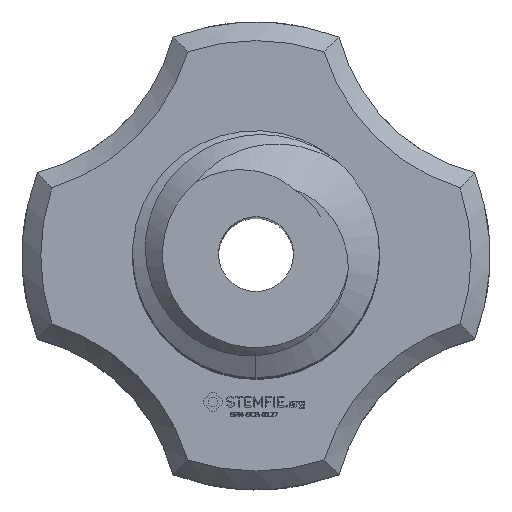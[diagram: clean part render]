
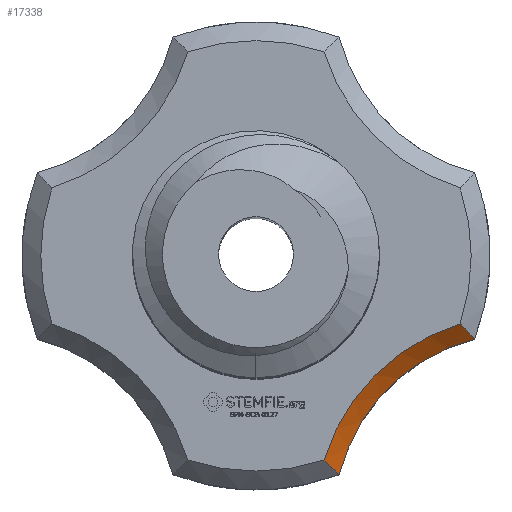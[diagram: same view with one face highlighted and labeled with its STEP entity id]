
A CAD part, top view. The second image highlights one B-rep face of the part: STEP entity #17338.
In plain terms, the highlighted conical face has half-angle 45 degrees and reference radius 5 mm.
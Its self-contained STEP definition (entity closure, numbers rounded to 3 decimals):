
#3439 = VERTEX_POINT('',#3440);
#3440 = CARTESIAN_POINT('',(5.841,-2.225,-0.5));
#3454 = CYLINDRICAL_SURFACE('',#3455,5.);
#3455 = AXIS2_PLACEMENT_3D('',#3456,#3457,#3458);
#3456 = CARTESIAN_POINT('',(7.071,-7.071,0.));
#3457 = DIRECTION('',(-0.,0.,1.));
#3458 = DIRECTION('',(1.,0.,0.));
#3481 = CONICAL_SURFACE('',#3482,6.25,0.785);
#3482 = AXIS2_PLACEMENT_3D('',#3483,#3484,#3485);
#3483 = CARTESIAN_POINT('',(0.,0.,-0.5));
#3484 = DIRECTION('',(0.,0.,-1.));
#3485 = DIRECTION('',(0.934,0.356,0.));
#4205 = EDGE_CURVE('',#3439,#4206,#4208,.T.);
#4206 = VERTEX_POINT('',#4207);
#4207 = CARTESIAN_POINT('',(5.457,-1.814,0.));
#4208 = SURFACE_CURVE('',#4209,(#4214,#4224),.PCURVE_S1.);
#4209 = ELLIPSE('',#4210,7.526,2.577);
#4210 = AXIS2_PLACEMENT_3D('',#4211,#4212,#4213);
#4211 = CARTESIAN_POINT('',(3.536,-3.536,0.125));
#4212 = DIRECTION('',(0.47,-0.47,0.747));
#4213 = DIRECTION('',(0.528,-0.528,-0.664));
#4214 = PCURVE('',#3481,#4215);
#4215 = DEFINITIONAL_REPRESENTATION('',(#4216),#4223);
#4216 = B_SPLINE_CURVE_WITH_KNOTS('',5,(#4217,#4218,#4219,#4220,#4221,
    #4222),.UNSPECIFIED.,.F.,.F.,(6,6),(1.445,1.546),
  .PIECEWISE_BEZIER_KNOTS.);
#4217 = CARTESIAN_POINT('',(0.728,0.));
#4218 = CARTESIAN_POINT('',(0.72,-0.1));
#4219 = CARTESIAN_POINT('',(0.711,-0.199));
#4220 = CARTESIAN_POINT('',(0.703,-0.299));
#4221 = CARTESIAN_POINT('',(0.694,-0.4));
#4222 = CARTESIAN_POINT('',(0.685,-0.5));
#4223 = ( GEOMETRIC_REPRESENTATION_CONTEXT(2) 
PARAMETRIC_REPRESENTATION_CONTEXT() REPRESENTATION_CONTEXT('2D SPACE',''
  ) );
#4224 = PCURVE('',#4225,#4230);
#4225 = CONICAL_SURFACE('',#4226,5.,0.785);
#4226 = AXIS2_PLACEMENT_3D('',#4227,#4228,#4229);
#4227 = CARTESIAN_POINT('',(7.071,-7.071,-0.5));
#4228 = DIRECTION('',(-0.,0.,1.));
#4229 = DIRECTION('',(-0.969,0.246,-0.));
#4230 = DEFINITIONAL_REPRESENTATION('',(#4231),#4238);
#4231 = B_SPLINE_CURVE_WITH_KNOTS('',5,(#4232,#4233,#4234,#4235,#4236,
    #4237),.UNSPECIFIED.,.F.,.F.,(6,6),(1.445,1.546),
  .PIECEWISE_BEZIER_KNOTS.);
#4232 = CARTESIAN_POINT('',(-1.073,0.));
#4233 = CARTESIAN_POINT('',(-1.063,0.1));
#4234 = CARTESIAN_POINT('',(-1.053,0.199));
#4235 = CARTESIAN_POINT('',(-1.043,0.299));
#4236 = CARTESIAN_POINT('',(-1.034,0.4));
#4237 = CARTESIAN_POINT('',(-1.024,0.5));
#4238 = ( GEOMETRIC_REPRESENTATION_CONTEXT(2) 
PARAMETRIC_REPRESENTATION_CONTEXT() REPRESENTATION_CONTEXT('2D SPACE',''
  ) );
#4255 = PLANE('',#4256);
#4256 = AXIS2_PLACEMENT_3D('',#4257,#4258,#4259);
#4257 = CARTESIAN_POINT('',(0.,0.,0.)
  );
#4258 = DIRECTION('',(0.,0.,-1.));
#4259 = DIRECTION('',(1.,0.,0.));
#4271 = VERTEX_POINT('',#4272);
#4272 = CARTESIAN_POINT('',(2.225,-5.841,-0.5));
#4391 = EDGE_CURVE('',#4271,#3439,#4392,.T.);
#4392 = SURFACE_CURVE('',#4393,(#4398,#4405),.PCURVE_S1.);
#4393 = CIRCLE('',#4394,5.);
#4394 = AXIS2_PLACEMENT_3D('',#4395,#4396,#4397);
#4395 = CARTESIAN_POINT('',(7.071,-7.071,-0.5));
#4396 = DIRECTION('',(0.,0.,-1.));
#4397 = DIRECTION('',(-0.969,0.246,-0.));
#4398 = PCURVE('',#3454,#4399);
#4399 = DEFINITIONAL_REPRESENTATION('',(#4400),#4404);
#4400 = LINE('',#4401,#4402);
#4401 = CARTESIAN_POINT('',(-3.39,-0.5));
#4402 = VECTOR('',#4403,1.);
#4403 = DIRECTION('',(-1.,0.));
#4404 = ( GEOMETRIC_REPRESENTATION_CONTEXT(2) 
PARAMETRIC_REPRESENTATION_CONTEXT() REPRESENTATION_CONTEXT('2D SPACE',''
  ) );
#4405 = PCURVE('',#4225,#4406);
#4406 = DEFINITIONAL_REPRESENTATION('',(#4407),#4411);
#4407 = LINE('',#4408,#4409);
#4408 = CARTESIAN_POINT('',(-0.,0.));
#4409 = VECTOR('',#4410,1.);
#4410 = DIRECTION('',(-1.,0.));
#4411 = ( GEOMETRIC_REPRESENTATION_CONTEXT(2) 
PARAMETRIC_REPRESENTATION_CONTEXT() REPRESENTATION_CONTEXT('2D SPACE',''
  ) );
#6226 = EDGE_CURVE('',#6227,#4206,#6229,.T.);
#6227 = VERTEX_POINT('',#6228);
#6228 = CARTESIAN_POINT('',(1.814,-5.457,0.));
#6229 = SURFACE_CURVE('',#6230,(#6235,#6242),.PCURVE_S1.);
#6230 = CIRCLE('',#6231,5.5);
#6231 = AXIS2_PLACEMENT_3D('',#6232,#6233,#6234);
#6232 = CARTESIAN_POINT('',(7.071,-7.071,0.));
#6233 = DIRECTION('',(0.,0.,-1.));
#6234 = DIRECTION('',(-0.969,0.246,-0.));
#6235 = PCURVE('',#4255,#6236);
#6236 = DEFINITIONAL_REPRESENTATION('',(#6237),#6241);
#6237 = CIRCLE('',#6238,5.5);
#6238 = AXIS2_PLACEMENT_2D('',#6239,#6240);
#6239 = CARTESIAN_POINT('',(7.071,7.071));
#6240 = DIRECTION('',(-0.969,-0.246));
#6241 = ( GEOMETRIC_REPRESENTATION_CONTEXT(2) 
PARAMETRIC_REPRESENTATION_CONTEXT() REPRESENTATION_CONTEXT('2D SPACE',''
  ) );
#6242 = PCURVE('',#4225,#6243);
#6243 = DEFINITIONAL_REPRESENTATION('',(#6244),#6248);
#6244 = LINE('',#6245,#6246);
#6245 = CARTESIAN_POINT('',(-0.,0.5));
#6246 = VECTOR('',#6247,1.);
#6247 = DIRECTION('',(-1.,0.));
#6248 = ( GEOMETRIC_REPRESENTATION_CONTEXT(2) 
PARAMETRIC_REPRESENTATION_CONTEXT() REPRESENTATION_CONTEXT('2D SPACE',''
  ) );
#6267 = CONICAL_SURFACE('',#6268,6.25,0.785);
#6268 = AXIS2_PLACEMENT_3D('',#6269,#6270,#6271);
#6269 = CARTESIAN_POINT('',(0.,0.,-0.5));
#6270 = DIRECTION('',(0.,0.,-1.));
#6271 = DIRECTION('',(0.356,-0.934,0.));
#17338 = ADVANCED_FACE('',(#17339),#4225,.F.);
#17339 = FACE_BOUND('',#17340,.T.);
#17340 = EDGE_LOOP('',(#17341,#17369,#17370,#17371));
#17341 = ORIENTED_EDGE('',*,*,#17342,.F.);
#17342 = EDGE_CURVE('',#4271,#6227,#17343,.T.);
#17343 = SURFACE_CURVE('',#17344,(#17349,#17359),.PCURVE_S1.);
#17344 = ELLIPSE('',#17345,7.526,2.577);
#17345 = AXIS2_PLACEMENT_3D('',#17346,#17347,#17348);
#17346 = CARTESIAN_POINT('',(3.536,-3.536,0.125));
#17347 = DIRECTION('',(-0.47,0.47,-0.747));
#17348 = DIRECTION('',(-0.528,0.528,0.664));
#17349 = PCURVE('',#4225,#17350);
#17350 = DEFINITIONAL_REPRESENTATION('',(#17351),#17358);
#17351 = B_SPLINE_CURVE_WITH_KNOTS('',5,(#17352,#17353,#17354,#17355,
    #17356,#17357),.UNSPECIFIED.,.F.,.F.,(6,6),(4.587,
    4.687),.PIECEWISE_BEZIER_KNOTS.);
#17352 = CARTESIAN_POINT('',(0.,0.));
#17353 = CARTESIAN_POINT('',(-0.01,0.1));
#17354 = CARTESIAN_POINT('',(-0.02,0.199));
#17355 = CARTESIAN_POINT('',(-0.03,0.299));
#17356 = CARTESIAN_POINT('',(-0.04,0.4));
#17357 = CARTESIAN_POINT('',(-0.049,0.5));
#17358 = ( GEOMETRIC_REPRESENTATION_CONTEXT(2) 
PARAMETRIC_REPRESENTATION_CONTEXT() REPRESENTATION_CONTEXT('2D SPACE',''
  ) );
#17359 = PCURVE('',#6267,#17360);
#17360 = DEFINITIONAL_REPRESENTATION('',(#17361),#17368);
#17361 = B_SPLINE_CURVE_WITH_KNOTS('',5,(#17362,#17363,#17364,#17365,
    #17366,#17367),.UNSPECIFIED.,.F.,.F.,(6,6),(4.587,
    4.687),.PIECEWISE_BEZIER_KNOTS.);
#17362 = CARTESIAN_POINT('',(0.,0.));
#17363 = CARTESIAN_POINT('',(0.008,-0.1));
#17364 = CARTESIAN_POINT('',(0.017,-0.199));
#17365 = CARTESIAN_POINT('',(0.025,-0.299));
#17366 = CARTESIAN_POINT('',(0.034,-0.4));
#17367 = CARTESIAN_POINT('',(0.043,-0.5));
#17368 = ( GEOMETRIC_REPRESENTATION_CONTEXT(2) 
PARAMETRIC_REPRESENTATION_CONTEXT() REPRESENTATION_CONTEXT('2D SPACE',''
  ) );
#17369 = ORIENTED_EDGE('',*,*,#4391,.T.);
#17370 = ORIENTED_EDGE('',*,*,#4205,.T.);
#17371 = ORIENTED_EDGE('',*,*,#6226,.F.);
